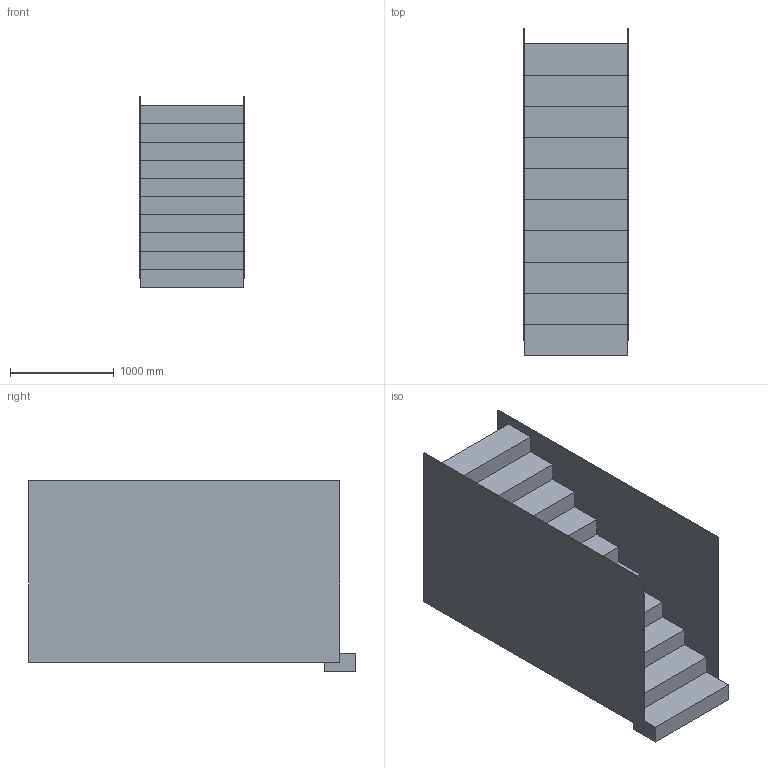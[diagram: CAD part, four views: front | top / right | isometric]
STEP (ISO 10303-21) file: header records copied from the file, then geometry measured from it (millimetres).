
FILE_DESCRIPTION(('Open CASCADE Model'),'2;1');
FILE_NAME('Open CASCADE Shape Model','2024-05-27T00:01:37',('Author'),( 'Open CASCADE'),'Open CASCADE STEP processor 7.7','Open CASCADE 7.7' ,'Unknown');
FILE_SCHEMA(('AUTOMOTIVE_DESIGN { 1 0 10303 214 1 1 1 1 }'));
Length unit declared in the file: millimetre
Products named in the file (1): Open CASCADE STEP translator 7.7 37
Bounding box: 1020 x 3150 x 1837.5 mm (x, y, z)
Volume: 630000000 mm3; surface area: 29797500 mm2
Topology: 1 solids, 1 shells, 54 faces, 143 edges, 82 vertices
Faces by surface type: plane 54
Entity records: 3528 total; most frequent: CARTESIAN_POINT 566, DIRECTION 539, LINE 429, VECTOR 429, ORIENTED_EDGE 304, PCURVE 286, DEFINITIONAL_REPRESENTATION 286, EDGE_CURVE 143
